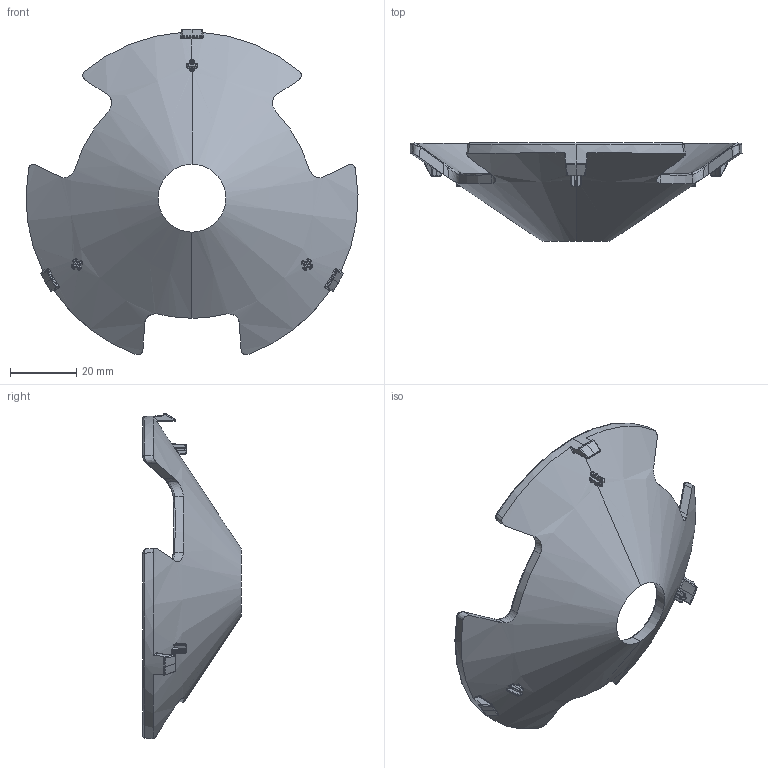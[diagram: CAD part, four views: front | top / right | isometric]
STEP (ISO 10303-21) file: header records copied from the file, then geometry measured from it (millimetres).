
FILE_DESCRIPTION (( 'STEP AP203' ), '1' );
FILE_NAME ('FC-HWA-00551_Default_sldprt.STEP', '2020-02-25T18:03:15', ( 'WinAdmin User' ), ( 'MathWorks' ), 'SwSTEP 2.0', 'SolidWorks 2019', '' );
FILE_SCHEMA (( 'CONFIG_CONTROL_DESIGN' ));
Length unit declared in the file: millimetre
Products named in the file (1): FC-HWA-00551_Default_sldprt
Bounding box: 99.97 x 29.55 x 98.04 mm (x, y, z)
Volume: 22821.7 mm3; surface area: 16798.3 mm2
Topology: 1 solids, 1 shells, 352 faces, 847 edges, 485 vertices
Faces by surface type: bspline 192, cone 40, plane 39, torus 33, cylinder 30, sphere 18
Entity records: 14102 total; most frequent: CARTESIAN_POINT 7394, ORIENTED_EDGE 1670, DIRECTION 1019, EDGE_CURVE 835, VERTEX_POINT 485, AXIS2_PLACEMENT_3D 453, B_SPLINE_CURVE_WITH_KNOTS 406, EDGE_LOOP 354
